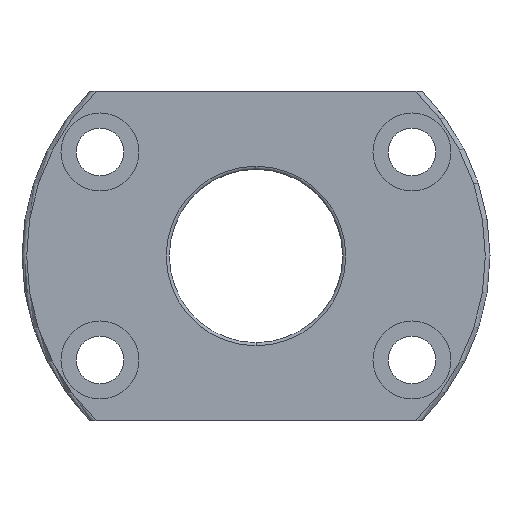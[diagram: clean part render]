
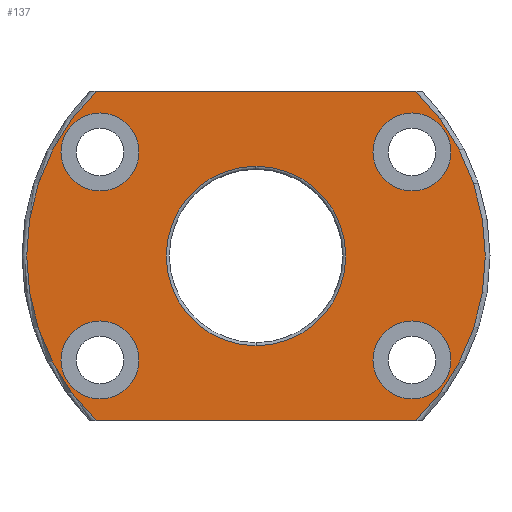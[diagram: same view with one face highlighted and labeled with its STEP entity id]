
A CAD part, left-side view. The second image highlights one B-rep face of the part: STEP entity #137.
In plain terms, the highlighted planar face has unit normal (-1, 0, 0).
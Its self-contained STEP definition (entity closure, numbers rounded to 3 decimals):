
#137=ADVANCED_FACE('',(#279,#280,#281,#282,#283,#284),#285,.T.);
#279=FACE_BOUND('',#430,.T.);
#280=FACE_BOUND('',#431,.T.);
#281=FACE_BOUND('',#432,.T.);
#282=FACE_BOUND('',#433,.T.);
#283=FACE_BOUND('',#434,.T.);
#284=FACE_OUTER_BOUND('',#435,.T.);
#285=PLANE('',#436);
#430=EDGE_LOOP('',(#767,#768));
#431=EDGE_LOOP('',(#769,#770));
#432=EDGE_LOOP('',(#771,#772));
#433=EDGE_LOOP('',(#773,#774));
#434=EDGE_LOOP('',(#775,#776,#777));
#435=EDGE_LOOP('',(#778,#779,#780,#781));
#436=AXIS2_PLACEMENT_3D('',#782,#783,#784);
#767=ORIENTED_EDGE('',*,*,#944,.T.);
#768=ORIENTED_EDGE('',*,*,#934,.T.);
#769=ORIENTED_EDGE('',*,*,#951,.T.);
#770=ORIENTED_EDGE('',*,*,#924,.T.);
#771=ORIENTED_EDGE('',*,*,#958,.T.);
#772=ORIENTED_EDGE('',*,*,#914,.T.);
#773=ORIENTED_EDGE('',*,*,#965,.T.);
#774=ORIENTED_EDGE('',*,*,#904,.T.);
#775=ORIENTED_EDGE('',*,*,#888,.T.);
#776=ORIENTED_EDGE('',*,*,#999,.T.);
#777=ORIENTED_EDGE('',*,*,#889,.T.);
#778=ORIENTED_EDGE('',*,*,#969,.F.);
#779=ORIENTED_EDGE('',*,*,#995,.F.);
#780=ORIENTED_EDGE('',*,*,#976,.F.);
#781=ORIENTED_EDGE('',*,*,#997,.F.);
#782=CARTESIAN_POINT('',(0.,18.41,0.0));
#783=DIRECTION('',(-1.0,0.,0.0));
#784=DIRECTION('',(0.,-1.0,0.0));
#888=EDGE_CURVE('',#1064,#1062,#1065,.T.);
#889=EDGE_CURVE('',#1058,#1064,#1066,.T.);
#904=EDGE_CURVE('',#1087,#1091,#1093,.T.);
#914=EDGE_CURVE('',#1105,#1109,#1111,.T.);
#924=EDGE_CURVE('',#1123,#1127,#1129,.T.);
#934=EDGE_CURVE('',#1141,#1145,#1147,.T.);
#944=EDGE_CURVE('',#1145,#1141,#1161,.T.);
#951=EDGE_CURVE('',#1127,#1123,#1168,.T.);
#958=EDGE_CURVE('',#1109,#1105,#1175,.T.);
#965=EDGE_CURVE('',#1091,#1087,#1182,.T.);
#969=EDGE_CURVE('',#1186,#1187,#1188,.T.);
#976=EDGE_CURVE('',#1197,#1198,#1199,.T.);
#995=EDGE_CURVE('',#1198,#1186,#1224,.T.);
#997=EDGE_CURVE('',#1187,#1197,#1226,.T.);
#999=EDGE_CURVE('',#1062,#1058,#1228,.T.);
#1058=VERTEX_POINT('',#1291);
#1062=VERTEX_POINT('',#1295);
#1064=VERTEX_POINT('',#1297);
#1065=CIRCLE('',#1298,10.36);
#1066=CIRCLE('',#1299,10.36);
#1087=VERTEX_POINT('',#1324);
#1091=VERTEX_POINT('',#1329);
#1093=CIRCLE('',#1332,4.5);
#1105=VERTEX_POINT('',#1346);
#1109=VERTEX_POINT('',#1351);
#1111=CIRCLE('',#1354,4.5);
#1123=VERTEX_POINT('',#1368);
#1127=VERTEX_POINT('',#1373);
#1129=CIRCLE('',#1376,4.5);
#1141=VERTEX_POINT('',#1390);
#1145=VERTEX_POINT('',#1395);
#1147=CIRCLE('',#1398,4.5);
#1161=CIRCLE('',#1414,4.5);
#1168=CIRCLE('',#1421,4.5);
#1175=CIRCLE('',#1428,4.5);
#1182=CIRCLE('',#1435,4.5);
#1186=VERTEX_POINT('',#1439);
#1187=VERTEX_POINT('',#1440);
#1188=LINE('',#1441,#1442);
#1197=VERTEX_POINT('',#1604);
#1198=VERTEX_POINT('',#1605);
#1199=LINE('',#1606,#1607);
#1224=CIRCLE('',#1787,26.46);
#1226=CIRCLE('',#1789,26.46);
#1228=CIRCLE('',#1791,10.36);
#1291=CARTESIAN_POINT('',(0.,0.,-10.36));
#1295=CARTESIAN_POINT('',(0.,0.,10.36));
#1297=CARTESIAN_POINT('',(0.,10.36,0.0));
#1298=AXIS2_PLACEMENT_3D('',#1869,#1870,#1871);
#1299=AXIS2_PLACEMENT_3D('',#1872,#1873,#1874);
#1324=CARTESIAN_POINT('',(0.,18.0,-16.5));
#1329=CARTESIAN_POINT('',(0.,18.0,-7.5));
#1332=AXIS2_PLACEMENT_3D('',#1896,#1897,#1898);
#1346=CARTESIAN_POINT('',(0.,18.0,7.5));
#1351=CARTESIAN_POINT('',(0.,18.0,16.5));
#1354=AXIS2_PLACEMENT_3D('',#1912,#1913,#1914);
#1368=CARTESIAN_POINT('',(0.,-18.0,-16.5));
#1373=CARTESIAN_POINT('',(0.,-18.0,-7.5));
#1376=AXIS2_PLACEMENT_3D('',#1928,#1929,#1930);
#1390=CARTESIAN_POINT('',(0.,-18.0,7.5));
#1395=CARTESIAN_POINT('',(0.,-18.0,16.5));
#1398=AXIS2_PLACEMENT_3D('',#1944,#1945,#1946);
#1414=AXIS2_PLACEMENT_3D('',#1961,#1962,#1963);
#1421=AXIS2_PLACEMENT_3D('',#1973,#1974,#1975);
#1428=AXIS2_PLACEMENT_3D('',#1985,#1986,#1987);
#1435=AXIS2_PLACEMENT_3D('',#1997,#1998,#1999);
#1439=CARTESIAN_POINT('',(0.0,18.416,19.0));
#1440=CARTESIAN_POINT('',(0.0,-18.416,19.0));
#1441=CARTESIAN_POINT('',(0.,9.205,19.0));
#1442=VECTOR('',#2003,1.0);
#1604=CARTESIAN_POINT('',(0.0,-18.416,-19.0));
#1605=CARTESIAN_POINT('',(0.0,18.416,-19.0));
#1606=CARTESIAN_POINT('',(0.,9.205,-19.0));
#1607=VECTOR('',#2005,1.0);
#1787=AXIS2_PLACEMENT_3D('',#2027,#2028,#2029);
#1789=AXIS2_PLACEMENT_3D('',#2030,#2031,#2032);
#1791=AXIS2_PLACEMENT_3D('',#2033,#2034,#2035);
#1869=CARTESIAN_POINT('',(0.,0.0,0.0));
#1870=DIRECTION('',(1.0,0.0,0.0));
#1871=DIRECTION('',(0.0,1.0,0.0));
#1872=CARTESIAN_POINT('',(0.,0.0,0.0));
#1873=DIRECTION('',(1.0,0.0,0.0));
#1874=DIRECTION('',(0.0,1.0,0.0));
#1896=CARTESIAN_POINT('',(0.,18.0,-12.0));
#1897=DIRECTION('',(1.0,0.,0.0));
#1898=DIRECTION('',(0.0,0.0,-1.0));
#1912=CARTESIAN_POINT('',(0.,18.0,12.0));
#1913=DIRECTION('',(1.0,0.,0.0));
#1914=DIRECTION('',(0.0,0.0,-1.0));
#1928=CARTESIAN_POINT('',(0.,-18.0,-12.0));
#1929=DIRECTION('',(1.0,0.,0.0));
#1930=DIRECTION('',(0.0,0.0,-1.0));
#1944=CARTESIAN_POINT('',(0.,-18.0,12.0));
#1945=DIRECTION('',(1.0,0.,0.0));
#1946=DIRECTION('',(0.0,0.0,-1.0));
#1961=CARTESIAN_POINT('',(0.,-18.0,12.0));
#1962=DIRECTION('',(1.0,0.,0.0));
#1963=DIRECTION('',(0.0,0.0,-1.0));
#1973=CARTESIAN_POINT('',(0.,-18.0,-12.0));
#1974=DIRECTION('',(1.0,0.,0.0));
#1975=DIRECTION('',(0.0,0.0,-1.0));
#1985=CARTESIAN_POINT('',(0.,18.0,12.0));
#1986=DIRECTION('',(1.0,0.,0.0));
#1987=DIRECTION('',(0.0,0.0,-1.0));
#1997=CARTESIAN_POINT('',(0.,18.0,-12.0));
#1998=DIRECTION('',(1.0,0.,0.0));
#1999=DIRECTION('',(0.0,0.0,-1.0));
#2003=DIRECTION('',(0.,-1.0,0.0));
#2005=DIRECTION('',(0.,1.0,-0.0));
#2027=CARTESIAN_POINT('',(0.,0.0,0.0));
#2028=DIRECTION('',(1.0,0.0,0.0));
#2029=DIRECTION('',(0.0,1.0,0.0));
#2030=CARTESIAN_POINT('',(0.,0.0,0.0));
#2031=DIRECTION('',(1.0,0.0,0.0));
#2032=DIRECTION('',(0.0,1.0,0.0));
#2033=CARTESIAN_POINT('',(0.,0.0,0.0));
#2034=DIRECTION('',(1.0,0.0,0.0));
#2035=DIRECTION('',(0.0,1.0,0.0));
